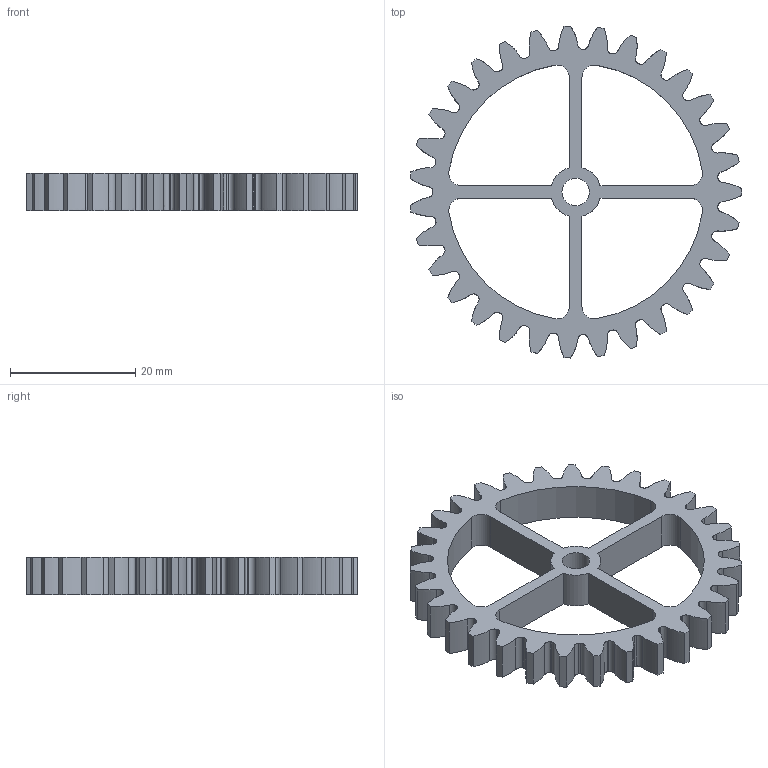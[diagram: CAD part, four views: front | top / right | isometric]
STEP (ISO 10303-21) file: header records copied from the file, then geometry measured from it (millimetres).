
FILE_DESCRIPTION(('STEP AP242'), '1');
FILE_NAME('itemShaftGearV3GearRatio2.2m1.6', '', ('UNSPECIFIED'), ('UNSPECIFIED'), 'C3D Converter', 'C3D Toolkit', '');
FILE_SCHEMA(('AP242_MANAGED_MODEL_BASED_3D_ENGINEERING_MIM_LF { 1 0 10303 442 1 1 4 }'));
Length unit declared in the file: millimetre
Bounding box: 52.91 x 52.98 x 6 mm (x, y, z)
Volume: 4648.3 mm3; surface area: 5048.3 mm2
Topology: 1 solids, 1 shells, 213 faces, 633 edges, 422 vertices
Faces by surface type: extrusion 124, cylinder 79, plane 10
Full cylindrical faces by diameter (mm): 4.4 x1
Entity records: 17487 total; most frequent: CARTESIAN_POINT 12056, ORIENTED_EDGE 1264, DIRECTION 846, EDGE_CURVE 632, VERTEX_POINT 422, B_SPLINE_CURVE_WITH_KNOTS 372, VECTOR 350, AXIS2_PLACEMENT_3D 248
